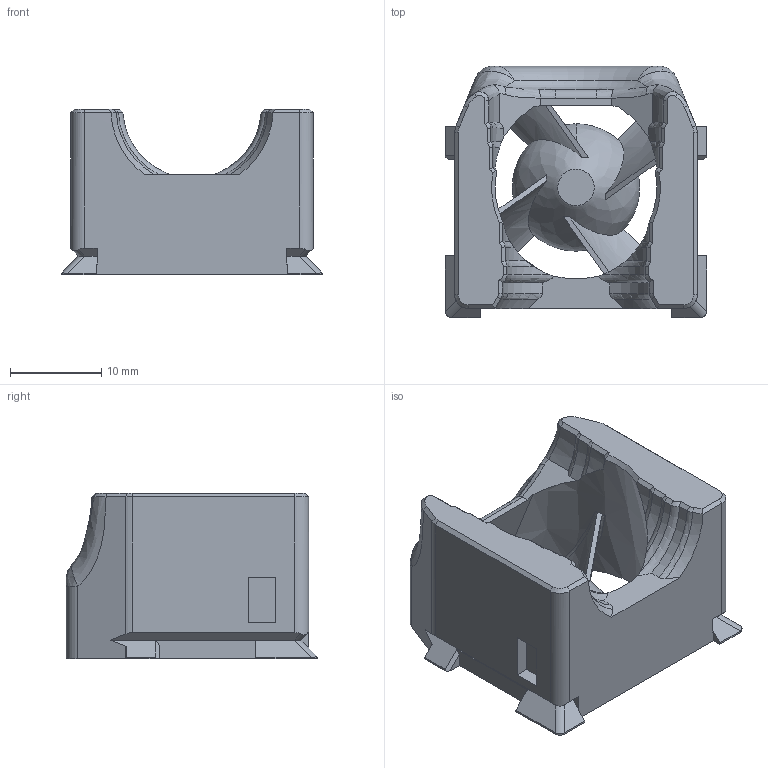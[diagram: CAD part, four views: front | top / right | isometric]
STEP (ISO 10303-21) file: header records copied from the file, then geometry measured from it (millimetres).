
FILE_DESCRIPTION(/* description */ ('STEP AP242','CAx-IF Rec.Pracs.---Representation and Presentation of Product Manufacturing Information (PMI)---4.0---2014-10-13','CAx-IF Rec.Pracs.---3D Tessellated Geometry---0.4---2014-09-14','2;1'),/* implementation_level */ '2;1');
FILE_NAME(/* name */ 'A4T HE Duct - Revo-Voron',/* time_stamp */ '2025-01-12T06:32:04Z',/* author */ (''),/* organization */ (''),/* preprocessor_version */ 'ST-DEVELOPER v20',/* originating_system */ 'ONSHAPE BY PTC INC, 1.192',/* authorisation */ ' ');
FILE_SCHEMA (('AP242_MANAGED_MODEL_BASED_3D_ENGINEERING_MIM_LF { 1 0 10303 442 1 1 4 }'));
Length unit declared in the file: millimetre
Products named in the file (2): A4T HE Duct - Revo-Voron
Assembly tree (1 placements, depth 2):
  A4T HE Duct - Revo-Voron
    A4T HE Duct - Revo-Voron
Bounding box: 28.7 x 27.6 x 18.2 mm (x, y, z)
Volume: 5771.1 mm3; surface area: 4142.8 mm2
Topology: 1 solids, 1 shells, 186 faces, 504 edges, 315 vertices
Faces by surface type: plane 75, bspline 54, cylinder 31, torus 16, cone 10
Entity records: 7017 total; most frequent: CARTESIAN_POINT 2899, ORIENTED_EDGE 994, DIRECTION 633, EDGE_CURVE 497, VERTEX_POINT 312, AXIS2_PLACEMENT_3D 219, B_SPLINE_CURVE_WITH_KNOTS 217, LINE 195
